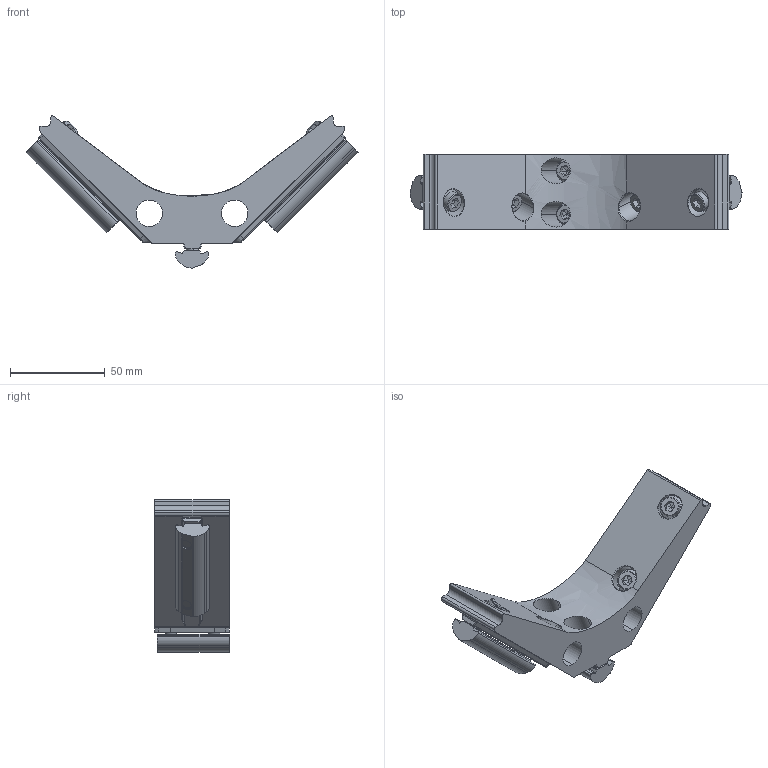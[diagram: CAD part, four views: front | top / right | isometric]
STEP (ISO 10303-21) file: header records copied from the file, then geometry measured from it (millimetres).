
FILE_DESCRIPTION (( 'STEP AP214' ), '1' );
FILE_NAME ('40mm 3-Way Corner Bracket Kit.step', '2020-03-06T23:13:24', ( '' ), ( '' ), 'SwSTEP 2.0', 'SolidWorks 2018', '' );
FILE_SCHEMA (( 'AUTOMOTIVE_DESIGN' ));
Length unit declared in the file: millimetre
Products named in the file (1): 40mm 3-Way Corner Bracket Kit
Bounding box: 175.36 x 39.5 x 80.43 mm (x, y, z)
Volume: 141862.2 mm3; surface area: 44567.4 mm2
Topology: 10 solids, 10 shells, 424 faces, 1044 edges, 648 vertices
Faces by surface type: cylinder 144, plane 127, cone 60, torus 48, bspline 45
Entity records: 16767 total; most frequent: CARTESIAN_POINT 6897, ORIENTED_EDGE 2088, DIRECTION 1956, EDGE_CURVE 1044, AXIS2_PLACEMENT_3D 746, VERTEX_POINT 648, LINE 464, VECTOR 464
